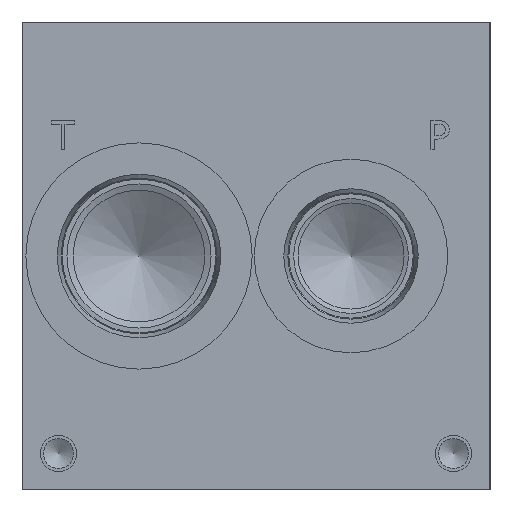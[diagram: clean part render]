
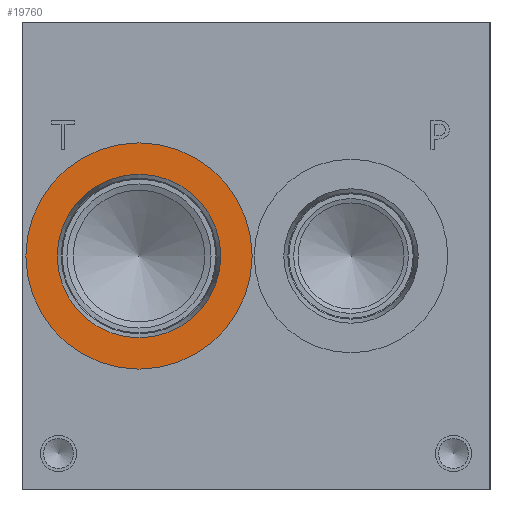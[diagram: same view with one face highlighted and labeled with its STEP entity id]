
A CAD part, left-side view. The second image highlights one B-rep face of the part: STEP entity #19760.
In plain terms, the highlighted planar face has unit normal (-1, 0, 0).
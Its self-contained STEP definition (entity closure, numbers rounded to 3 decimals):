
#962=CIRCLE('',#21219,24.562);
#963=CIRCLE('',#21220,24.562);
#964=CIRCLE('',#21222,17.755);
#965=CIRCLE('',#21223,17.755);
#1134=FACE_BOUND('',#4070,.T.);
#2887=FACE_OUTER_BOUND('',#4069,.T.);
#4069=EDGE_LOOP('',(#17401,#17402));
#4070=EDGE_LOOP('',(#17403,#17404));
#9325=VERTEX_POINT('',#34430);
#9326=VERTEX_POINT('',#34432);
#9327=VERTEX_POINT('',#34436);
#9328=VERTEX_POINT('',#34437);
#12068=EDGE_CURVE('',#9325,#9326,#962,.T.);
#12069=EDGE_CURVE('',#9326,#9325,#963,.T.);
#12070=EDGE_CURVE('',#9327,#9328,#964,.T.);
#12071=EDGE_CURVE('',#9328,#9327,#965,.T.);
#17401=ORIENTED_EDGE('',*,*,#12069,.F.);
#17402=ORIENTED_EDGE('',*,*,#12068,.F.);
#17403=ORIENTED_EDGE('',*,*,#12070,.T.);
#17404=ORIENTED_EDGE('',*,*,#12071,.T.);
#18108=PLANE('',#21221);
#19760=ADVANCED_FACE('',(#2887,#1134),#18108,.F.);
#21219=AXIS2_PLACEMENT_3D('',#34433,#25742,#25743);
#21220=AXIS2_PLACEMENT_3D('',#34434,#25744,#25745);
#21221=AXIS2_PLACEMENT_3D('',#34435,#25746,#25747);
#21222=AXIS2_PLACEMENT_3D('',#34438,#25748,#25749);
#21223=AXIS2_PLACEMENT_3D('',#34439,#25750,#25751);
#25742=DIRECTION('center_axis',(1.,0.,0.));
#25743=DIRECTION('ref_axis',(0.,0.,-1.));
#25744=DIRECTION('center_axis',(1.,0.,0.));
#25745=DIRECTION('ref_axis',(0.,0.,-1.));
#25746=DIRECTION('center_axis',(1.,0.,0.));
#25747=DIRECTION('ref_axis',(0.,0.,-1.));
#25748=DIRECTION('center_axis',(1.,0.,0.));
#25749=DIRECTION('ref_axis',(0.,0.,-1.));
#25750=DIRECTION('center_axis',(1.,0.,0.));
#25751=DIRECTION('ref_axis',(0.,0.,-1.));
#34430=CARTESIAN_POINT('',(0.787,76.2,26.238));
#34432=CARTESIAN_POINT('',(0.787,76.2,75.362));
#34433=CARTESIAN_POINT('Origin',(0.787,76.2,50.8));
#34434=CARTESIAN_POINT('Origin',(0.787,76.2,50.8));
#34435=CARTESIAN_POINT('Origin',(0.787,76.2,68.555));
#34436=CARTESIAN_POINT('',(0.787,76.2,68.555));
#34437=CARTESIAN_POINT('',(0.787,76.2,33.045));
#34438=CARTESIAN_POINT('Origin',(0.787,76.2,50.8));
#34439=CARTESIAN_POINT('Origin',(0.787,76.2,50.8));
